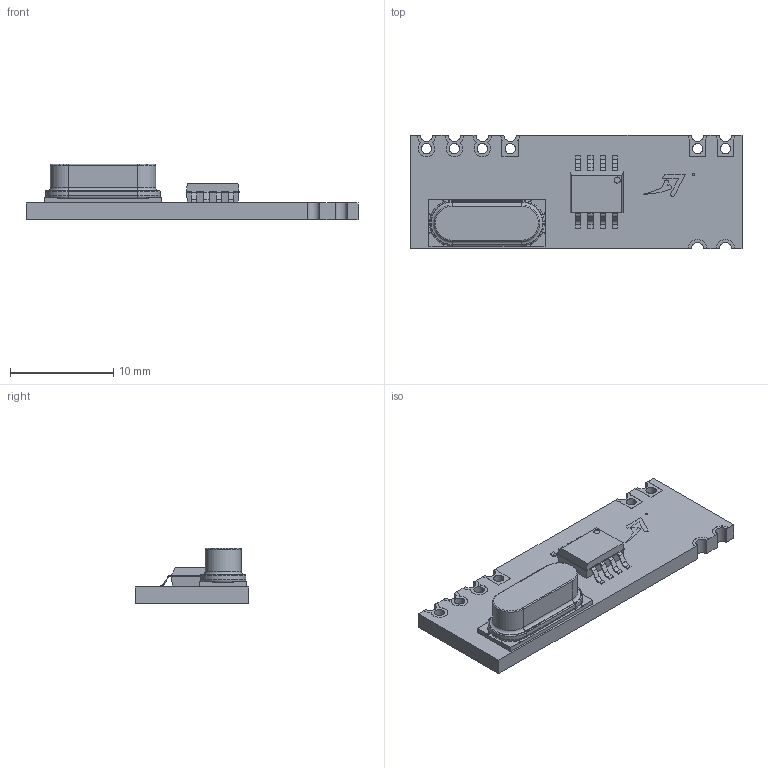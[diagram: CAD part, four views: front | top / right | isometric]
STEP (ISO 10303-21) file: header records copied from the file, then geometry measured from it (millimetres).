
FILE_DESCRIPTION(('FreeCAD Model'),'2;1');
FILE_NAME( 'RFM210LCF-S1.step', '2018-02-28T15:35:01',('kicad StepUp'),('ksu MCAD'), 'Open CASCADE STEP processor 7.1','FreeCAD','Unknown');
FILE_SCHEMA(('AUTOMOTIVE_DESIGN_CC2 { 1 2 10303 214 -1 1 5 4 }'));
Length unit declared in the file: millimetre
Products named in the file (1): RFM210LCF-S1
Bounding box: 32.15 x 11 x 5.35 mm (x, y, z)
Volume: 727.3 mm3; surface area: 1057.7 mm2
Topology: 1 solids, 1 shells, 324 faces, 915 edges, 594 vertices
Faces by surface type: plane 203, cylinder 113, torus 8
Full cylindrical faces by diameter (mm): 0.2 x1, 0.6 x1, 1 x6
Entity records: 12767 total; most frequent: CARTESIAN_POINT 1834, ORIENTED_EDGE 1830, DIRECTION 1799, EDGE_CURVE 915, LINE 681, VECTOR 681, VERTEX_POINT 594, AXIS2_PLACEMENT_3D 559
